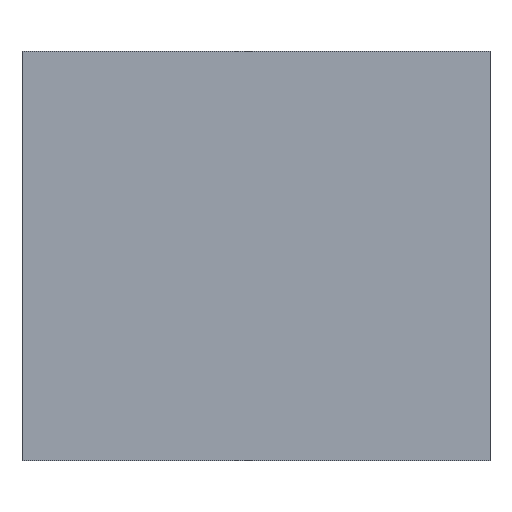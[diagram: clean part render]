
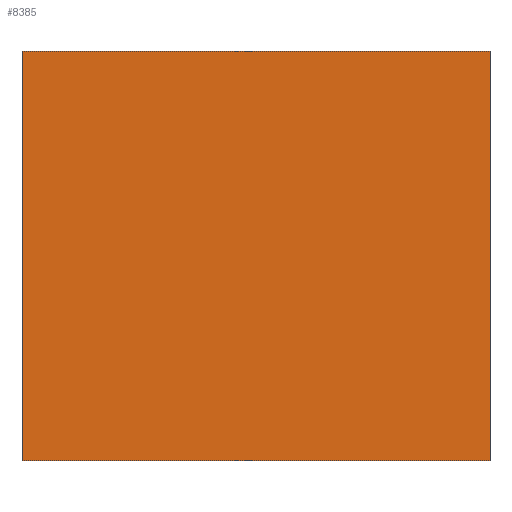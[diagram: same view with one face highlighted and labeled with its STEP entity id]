
A CAD part, top view. The second image highlights one B-rep face of the part: STEP entity #8385.
In plain terms, the highlighted face is planar.
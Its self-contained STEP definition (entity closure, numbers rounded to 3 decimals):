
#6096=DIRECTION('',(0.,0.,1.));
#6097=VECTOR('',#6096,3.5);
#6098=CARTESIAN_POINT('',(-2.,0.975,-1.75));
#6099=LINE('',#6098,#6097);
#6103=DIRECTION('',(-1.,0.,0.));
#6104=VECTOR('',#6103,4.);
#6105=CARTESIAN_POINT('',(2.,0.975,-1.75));
#6106=LINE('',#6105,#6104);
#6110=DIRECTION('',(0.,0.,-1.));
#6111=VECTOR('',#6110,3.5);
#6112=CARTESIAN_POINT('',(2.,0.975,1.75));
#6113=LINE('',#6112,#6111);
#6117=DIRECTION('',(1.,0.,0.));
#6118=VECTOR('',#6117,4.);
#6119=CARTESIAN_POINT('',(-2.,0.975,1.75));
#6120=LINE('',#6119,#6118);
#7174=CARTESIAN_POINT('',(-2.,0.975,-1.75));
#7175=CARTESIAN_POINT('',(-2.,0.975,1.75));
#7176=VERTEX_POINT('',#7174);
#7177=VERTEX_POINT('',#7175);
#7178=CARTESIAN_POINT('',(2.,0.975,1.75));
#7179=VERTEX_POINT('',#7178);
#7180=CARTESIAN_POINT('',(2.,0.975,-1.75));
#7181=VERTEX_POINT('',#7180);
#8374=CARTESIAN_POINT('',(0.,0.975,0.));
#8375=DIRECTION('',(0.,1.,0.));
#8376=DIRECTION('',(1.,0.,0.));
#8377=AXIS2_PLACEMENT_3D('',#8374,#8375,#8376);
#8378=PLANE('',#8377);
#8379=ORIENTED_EDGE('',*,*,#8201,.F.);
#8380=ORIENTED_EDGE('',*,*,#8251,.F.);
#8381=ORIENTED_EDGE('',*,*,#8299,.F.);
#8382=ORIENTED_EDGE('',*,*,#8333,.F.);
#8383=EDGE_LOOP('',(#8379,#8380,#8381,#8382));
#8384=FACE_OUTER_BOUND('',#8383,.F.);
#8201=EDGE_CURVE('',#7176,#7177,#6099,.T.);
#8251=EDGE_CURVE('',#7181,#7176,#6106,.T.);
#8299=EDGE_CURVE('',#7179,#7181,#6113,.T.);
#8333=EDGE_CURVE('',#7177,#7179,#6120,.T.);
#8385=ADVANCED_FACE('',(#8384),#8378,.T.);
